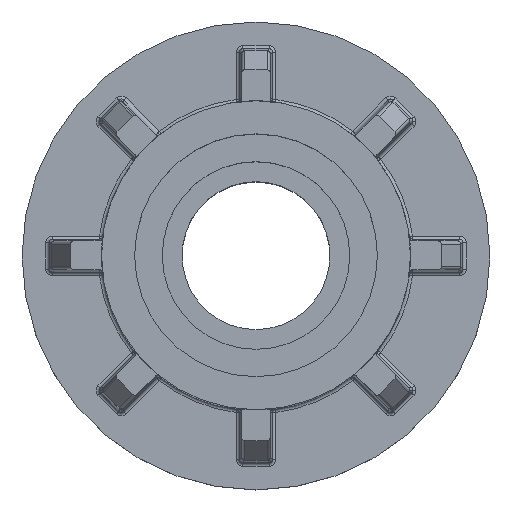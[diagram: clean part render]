
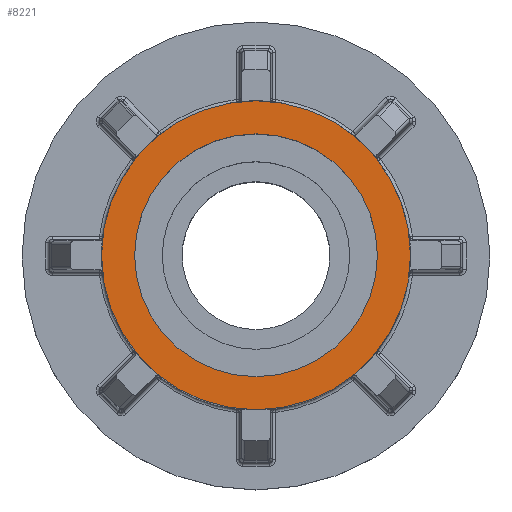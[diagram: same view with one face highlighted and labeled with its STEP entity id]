
A CAD part, top view. The second image highlights one B-rep face of the part: STEP entity #8221.
In plain terms, the highlighted planar face has unit normal (0, 0, 1).
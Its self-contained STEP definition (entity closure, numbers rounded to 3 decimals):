
#17 = DIRECTION ( 'NONE',  ( 1., 0., 0. ) ) ;
#98 = EDGE_CURVE ( 'NONE', #1858, #5749, #7908, .T. ) ;
#246 = ORIENTED_EDGE ( 'NONE', *, *, #98, .F. ) ;
#454 = CIRCLE ( 'NONE', #2409, 11. ) ;
#559 = AXIS2_PLACEMENT_3D ( 'NONE', #8766, #4511, #17 ) ;
#1048 = CARTESIAN_POINT ( 'NONE',  ( 0., 0., 43. ) ) ;
#1154 = VERTEX_POINT ( 'NONE', #9214 ) ;
#1189 = DIRECTION ( 'NONE',  ( 0., 0., 1. ) ) ;
#1252 = PLANE ( 'NONE',  #4013 ) ;
#1831 = CIRCLE ( 'NONE', #3727, 14. ) ;
#1858 = VERTEX_POINT ( 'NONE', #9458 ) ;
#1873 = DIRECTION ( 'NONE',  ( 1., 0., 0. ) ) ;
#2032 = ORIENTED_EDGE ( 'NONE', *, *, #3134, .T. ) ;
#2087 = ORIENTED_EDGE ( 'NONE', *, *, #5800, .T. ) ;
#2096 = DIRECTION ( 'NONE',  ( 1., 0., 0. ) ) ;
#2179 = ORIENTED_EDGE ( 'NONE', *, *, #2382, .F. ) ;
#2382 = EDGE_CURVE ( 'NONE', #5749, #1858, #454, .T. ) ;
#2409 = AXIS2_PLACEMENT_3D ( 'NONE', #2586, #7465, #3255 ) ;
#2586 = CARTESIAN_POINT ( 'NONE',  ( 0., 0., 43. ) ) ;
#2681 = CIRCLE ( 'NONE', #559, 14. ) ;
#3041 = FACE_BOUND ( 'NONE', #4217, .T. ) ;
#3134 = EDGE_CURVE ( 'NONE', #6236, #1154, #2681, .T. ) ;
#3249 = FACE_OUTER_BOUND ( 'NONE', #8645, .T. ) ;
#3255 = DIRECTION ( 'NONE',  ( 1., 0., 0. ) ) ;
#3437 = DIRECTION ( 'NONE',  ( 0., 0., 1. ) ) ;
#3727 = AXIS2_PLACEMENT_3D ( 'NONE', #7629, #3437, #8361 ) ;
#4013 = AXIS2_PLACEMENT_3D ( 'NONE', #4863, #1189, #2096 ) ;
#4036 = CARTESIAN_POINT ( 'NONE',  ( -11., 0., 43. ) ) ;
#4217 = EDGE_LOOP ( 'NONE', ( #246, #2179 ) ) ;
#4511 = DIRECTION ( 'NONE',  ( 0., 0., 1. ) ) ;
#4863 = CARTESIAN_POINT ( 'NONE',  ( 0., 0., 43. ) ) ;
#5154 = CARTESIAN_POINT ( 'NONE',  ( 14., 0., 43. ) ) ;
#5749 = VERTEX_POINT ( 'NONE', #4036 ) ;
#5776 = AXIS2_PLACEMENT_3D ( 'NONE', #1048, #6108, #1873 ) ;
#5800 = EDGE_CURVE ( 'NONE', #1154, #6236, #1831, .T. ) ;
#6108 = DIRECTION ( 'NONE',  ( 0., 0., 1. ) ) ;
#6236 = VERTEX_POINT ( 'NONE', #5154 ) ;
#7465 = DIRECTION ( 'NONE',  ( 0., 0., 1. ) ) ;
#7629 = CARTESIAN_POINT ( 'NONE',  ( 0., 0., 43. ) ) ;
#7908 = CIRCLE ( 'NONE', #5776, 11. ) ;
#8221 = ADVANCED_FACE ( 'NONE', ( #3041, #3249 ), #1252, .T. ) ;
#8361 = DIRECTION ( 'NONE',  ( 1., 0., 0. ) ) ;
#8645 = EDGE_LOOP ( 'NONE', ( #2087, #2032 ) ) ;
#8766 = CARTESIAN_POINT ( 'NONE',  ( 0., 0., 43. ) ) ;
#9214 = CARTESIAN_POINT ( 'NONE',  ( -14., 0., 43. ) ) ;
#9458 = CARTESIAN_POINT ( 'NONE',  ( 11., 0., 43. ) ) ;
